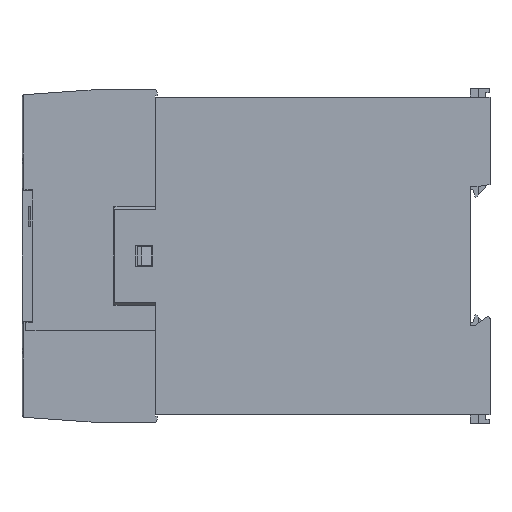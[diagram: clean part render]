
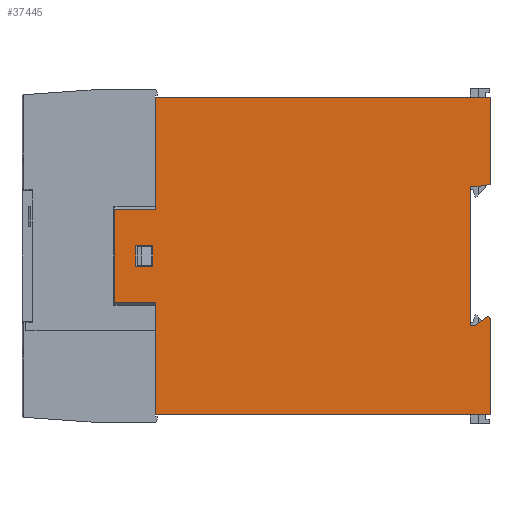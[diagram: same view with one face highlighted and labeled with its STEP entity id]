
A CAD part, left-side view. The second image highlights one B-rep face of the part: STEP entity #37445.
In plain terms, the highlighted planar face has unit normal (-1, 0, 0).
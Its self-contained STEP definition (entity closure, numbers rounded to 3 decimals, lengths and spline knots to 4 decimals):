
#5=DIRECTION('',(0.,0.,1.));
#6=VECTOR('',#5,0.8661);
#7=CARTESIAN_POINT('',(-1.3287,0.,0.7087));
#8=LINE('',#7,#6);
#93=DIRECTION('',(0.,1.,0.));
#94=VECTOR('',#93,3.3189);
#95=CARTESIAN_POINT('',(-1.3287,0.,1.5748));
#96=LINE('',#95,#94);
#225=DIRECTION('',(0.,0.,1.));
#226=VECTOR('',#225,1.11);
#227=CARTESIAN_POINT('',(-1.3287,3.3189,-1.5748));
#228=LINE('',#227,#226);
#1621=CARTESIAN_POINT('',(-1.3287,0.0197,
-0.622));
#1622=DIRECTION('',(1.,0.,0.));
#1623=DIRECTION('',(0.,0.579,0.815));
#1624=AXIS2_PLACEMENT_3D('',#1621,#1622,#1623);
#1626=DIRECTION('',(0.,1.,0.));
#1627=VECTOR('',#1626,3.3189);
#1628=CARTESIAN_POINT('',(-1.3287,0.,-1.5748));
#1629=LINE('',#1628,#1627);
#1630=DIRECTION('',(0.,1.,0.));
#1631=VECTOR('',#1630,0.4094);
#1632=CARTESIAN_POINT('',(-1.3287,3.3189,
-0.4648));
#1633=LINE('',#1632,#1631);
#1634=DIRECTION('',(0.,1.,0.));
#1635=VECTOR('',#1634,0.0787);
#1636=CARTESIAN_POINT('',(-1.3287,0.1181,
0.689));
#1637=LINE('',#1636,#1635);
#1638=DIRECTION('',(0.,0.,1.));
#1639=VECTOR('',#1638,1.3819);
#1640=CARTESIAN_POINT('',(-1.3287,0.1969,
-0.6929));
#1641=LINE('',#1640,#1639);
#1642=DIRECTION('',(0.,1.,0.));
#1643=VECTOR('',#1642,0.0433);
#1644=CARTESIAN_POINT('',(-1.3287,0.1535,
-0.6929));
#1645=LINE('',#1644,#1643);
#1646=DIRECTION('',(0.,0.815,-0.579));
#1647=VECTOR('',#1646,0.1502);
#1648=CARTESIAN_POINT('',(-1.3287,0.0311,
-0.606));
#1649=LINE('',#1648,#1647);
#1650=DIRECTION('',(0.,-1.,0.));
#1651=VECTOR('',#1650,0.172);
#1652=CARTESIAN_POINT('',(-1.3287,3.5157,
0.102));
#1653=LINE('',#1652,#1651);
#1654=DIRECTION('',(0.,0.,1.));
#1655=VECTOR('',#1654,0.2039);
#1656=CARTESIAN_POINT('',(-1.3287,3.5157,
-0.102));
#1657=LINE('',#1656,#1655);
#1658=DIRECTION('',(0.,1.,0.));
#1659=VECTOR('',#1658,0.172);
#1660=CARTESIAN_POINT('',(-1.3287,3.3437,
-0.102));
#1661=LINE('',#1660,#1659);
#1662=DIRECTION('',(0.,0.,-1.));
#1663=VECTOR('',#1662,0.2039);
#1664=CARTESIAN_POINT('',(-1.3287,3.3437,
0.102));
#1665=LINE('',#1664,#1663);
#1679=DIRECTION('',(0.,0.,1.));
#1680=VECTOR('',#1679,0.9528);
#1681=CARTESIAN_POINT('',(-1.3287,0.,-1.5748));
#1682=LINE('',#1681,#1680);
#2801=DIRECTION('',(0.,0.986,-0.164));
#2802=VECTOR('',#2801,0.1197);
#2803=CARTESIAN_POINT('',(-1.3287,0.,0.7087));
#2804=LINE('',#2803,#2802);
#5417=DIRECTION('',(0.,0.,1.));
#5418=VECTOR('',#5417,1.11);
#5419=CARTESIAN_POINT('',(-1.3287,3.3189,
0.4648));
#5420=LINE('',#5419,#5418);
#5433=DIRECTION('',(0.,1.,0.));
#5434=VECTOR('',#5433,0.4094);
#5435=CARTESIAN_POINT('',(-1.3287,3.3189,
0.4648));
#5436=LINE('',#5435,#5434);
#5449=DIRECTION('',(0.,0.,1.));
#5450=VECTOR('',#5449,0.9297);
#5451=CARTESIAN_POINT('',(-1.3287,3.7283,
-0.4648));
#5452=LINE('',#5451,#5450);
#27804=CARTESIAN_POINT('',(-1.3287,0.,-1.5748));
#27805=CARTESIAN_POINT('',(-1.3287,3.3189,
-1.5748));
#27806=VERTEX_POINT('',#27804);
#27807=VERTEX_POINT('',#27805);
#27808=CARTESIAN_POINT('',(-1.3287,0.,1.5748));
#27809=CARTESIAN_POINT('',(-1.3287,3.3189,
1.5748));
#27810=VERTEX_POINT('',#27808);
#27811=VERTEX_POINT('',#27809);
#27828=CARTESIAN_POINT('',(-1.3287,3.7283,
-0.4648));
#27829=CARTESIAN_POINT('',(-1.3287,3.7283,
0.4648));
#27830=VERTEX_POINT('',#27828);
#27831=VERTEX_POINT('',#27829);
#27844=CARTESIAN_POINT('',(-1.3287,3.3189,
0.4648));
#27846=VERTEX_POINT('',#27844);
#27849=CARTESIAN_POINT('',(-1.3287,3.3189,
-0.4648));
#27851=VERTEX_POINT('',#27849);
#27852=CARTESIAN_POINT('',(-1.3287,3.5157,
0.102));
#27853=CARTESIAN_POINT('',(-1.3287,3.3437,
0.102));
#27854=VERTEX_POINT('',#27852);
#27855=VERTEX_POINT('',#27853);
#27856=CARTESIAN_POINT('',(-1.3287,3.3437,
-0.102));
#27857=VERTEX_POINT('',#27856);
#27858=CARTESIAN_POINT('',(-1.3287,3.5157,
-0.102));
#27859=VERTEX_POINT('',#27858);
#27916=CARTESIAN_POINT('',(-1.3287,0.0311,
-0.606));
#27917=CARTESIAN_POINT('',(-1.3287,0.,-0.622));
#27918=VERTEX_POINT('',#27916);
#27919=VERTEX_POINT('',#27917);
#27920=CARTESIAN_POINT('',(-1.3287,0.1535,
-0.6929));
#27921=VERTEX_POINT('',#27920);
#27922=CARTESIAN_POINT('',(-1.3287,0.1969,
-0.6929));
#27923=VERTEX_POINT('',#27922);
#27924=CARTESIAN_POINT('',(-1.3287,0.1969,
0.689));
#27925=VERTEX_POINT('',#27924);
#28112=CARTESIAN_POINT('',(-1.3287,0.,0.7087));
#28114=VERTEX_POINT('',#28112);
#28116=CARTESIAN_POINT('',(-1.3287,0.1181,
0.689));
#28118=VERTEX_POINT('',#28116);
#37402=CARTESIAN_POINT('',(-1.3287,0.,-1.5748));
#37403=DIRECTION('',(-1.,0.,0.));
#37404=DIRECTION('',(0.,0.,1.));
#37405=AXIS2_PLACEMENT_3D('',#37402,#37403,#37404);
#37406=PLANE('',#37405);
#37408=ORIENTED_EDGE('',*,*,#37407,.T.);
#37410=ORIENTED_EDGE('',*,*,#37409,.F.);
#37411=ORIENTED_EDGE('',*,*,#37328,.T.);
#37412=ORIENTED_EDGE('',*,*,#36066,.T.);
#37414=ORIENTED_EDGE('',*,*,#37413,.T.);
#37416=ORIENTED_EDGE('',*,*,#37415,.T.);
#37418=ORIENTED_EDGE('',*,*,#37417,.F.);
#37420=ORIENTED_EDGE('',*,*,#37419,.T.);
#37421=ORIENTED_EDGE('',*,*,#35947,.F.);
#37422=ORIENTED_EDGE('',*,*,#35868,.F.);
#37424=ORIENTED_EDGE('',*,*,#37423,.T.);
#37426=ORIENTED_EDGE('',*,*,#37425,.T.);
#37428=ORIENTED_EDGE('',*,*,#37427,.F.);
#37430=ORIENTED_EDGE('',*,*,#37429,.F.);
#37432=ORIENTED_EDGE('',*,*,#37431,.F.);
#37433=EDGE_LOOP('',(#37408,#37410,#37411,#37412,#37414,#37416,#37418,#37420,
#37421,#37422,#37424,#37426,#37428,#37430,#37432));
#37434=FACE_OUTER_BOUND('',#37433,.F.);
#37436=ORIENTED_EDGE('',*,*,#37435,.F.);
#37438=ORIENTED_EDGE('',*,*,#37437,.F.);
#37440=ORIENTED_EDGE('',*,*,#37439,.F.);
#37442=ORIENTED_EDGE('',*,*,#37441,.F.);
#37443=EDGE_LOOP('',(#37436,#37438,#37440,#37442));
#37444=FACE_BOUND('',#37443,.F.);
#37445=ADVANCED_FACE('',(#37434,#37444),#37406,.T.);
#1625=CIRCLE('',#1624,0.0197);
#35868=EDGE_CURVE('',#28114,#27810,#8,.T.);
#35947=EDGE_CURVE('',#27810,#27811,#96,.T.);
#36066=EDGE_CURVE('',#27807,#27851,#228,.T.);
#37328=EDGE_CURVE('',#27806,#27807,#1629,.T.);
#37407=EDGE_CURVE('',#27918,#27919,#1625,.T.);
#37409=EDGE_CURVE('',#27806,#27919,#1682,.T.);
#37413=EDGE_CURVE('',#27851,#27830,#1633,.T.);
#37415=EDGE_CURVE('',#27830,#27831,#5452,.T.);
#37417=EDGE_CURVE('',#27846,#27831,#5436,.T.);
#37419=EDGE_CURVE('',#27846,#27811,#5420,.T.);
#37423=EDGE_CURVE('',#28114,#28118,#2804,.T.);
#37425=EDGE_CURVE('',#28118,#27925,#1637,.T.);
#37427=EDGE_CURVE('',#27923,#27925,#1641,.T.);
#37429=EDGE_CURVE('',#27921,#27923,#1645,.T.);
#37431=EDGE_CURVE('',#27918,#27921,#1649,.T.);
#37435=EDGE_CURVE('',#27854,#27855,#1653,.T.);
#37437=EDGE_CURVE('',#27859,#27854,#1657,.T.);
#37439=EDGE_CURVE('',#27857,#27859,#1661,.T.);
#37441=EDGE_CURVE('',#27855,#27857,#1665,.T.);
